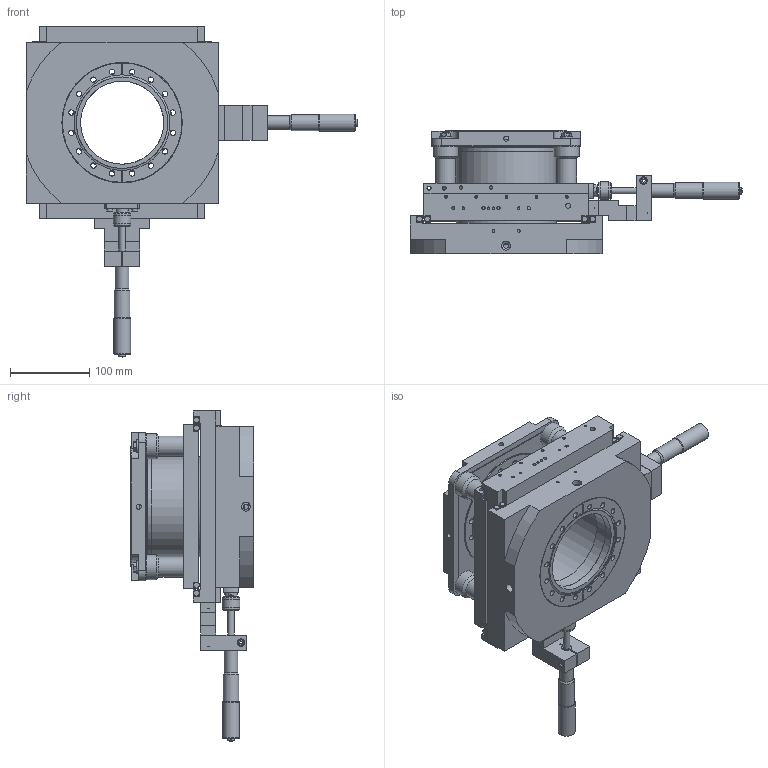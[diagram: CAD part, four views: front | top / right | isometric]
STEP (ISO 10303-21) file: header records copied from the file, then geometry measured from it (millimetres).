
FILE_DESCRIPTION (( 'STEP AP214' ), '1' );
FILE_NAME ('MC2000-2.4, BOTH TAPPED, 6.125 OAHB,10014307.STEP', '2020-05-08T14:39:15', ( 'gstephens' ), ( 'Microsoft' ), 'SwSTEP 2.0', 'SolidWorks 2018', '' );
FILE_SCHEMA (( 'AUTOMOTIVE_DESIGN' ));
Length unit declared in the file: inch
Products named in the file (1): MC2000-2.4, BOTH TAPPED,  6.125 OAHB,10014307
Bounding box: 418.61 x 155.58 x 416.13 mm (x, y, z)
Surface area: 596594.9 mm2 (no closed solid volume)
Topology: 0 solids, 110 shells, 814 faces, 2557 edges, 1826 vertices
Faces by surface type: plane 467, cylinder 250, cone 86, sphere 6, torus 5
Full cylindrical faces by diameter (mm): 1.854 x2, 3.2 x7, 3.454 x14, 4.039 x16, 4.648 x23, 5.105 x7, 6.528 x6, 6.579 x29, 6.858 x4, 6.909 x32, 7.925 x9, 8 x16, 8.001 x2, 8.636 x2, 9.525 x10, 11.112 x4, 11.43 x2, 12.7 x1, 13 x1, 15.24 x2, 15.875 x4, 17.145 x2, 19.888 x2, 21.412 x2, 21.59 x4, 22.225 x2, 25.4 x4, 31.75 x4, 104.648 x2, 104.775 x2
Entity records: 38301 total; most frequent: CARTESIAN_POINT 5921, DIRECTION 4565, ORIENTED_EDGE 3312, EDGE_CURVE 2189, VERTEX_POINT 1777, AXIS2_PLACEMENT_3D 1637, EDGE_LOOP 1535, VECTOR 1291
